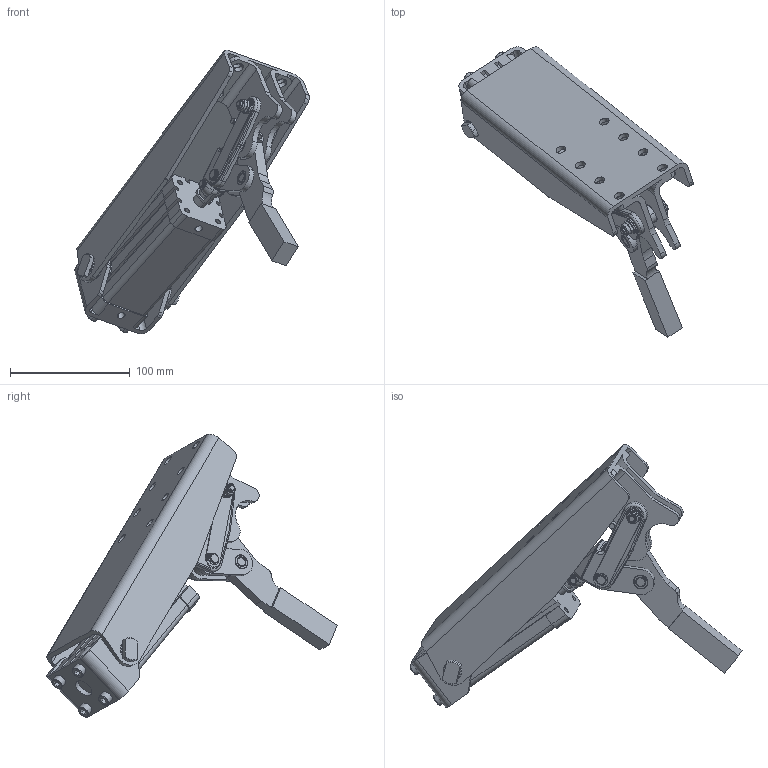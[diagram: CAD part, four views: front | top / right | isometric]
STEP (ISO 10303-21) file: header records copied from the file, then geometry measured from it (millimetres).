
FILE_DESCRIPTION((''),'2;1');
FILE_NAME('763.L-opened.stp','2005-09-28T12:25:18',('CAD'),(''),'Autodesk Inventor 8','Autodesk Inventor 8','');
FILE_SCHEMA(('AUTOMOTIVE_DESIGN { 1 0 10303 214 1 1 1 1 }'));
Length unit declared in the file: millimetre
Products named in the file (1): Part1
Bounding box: 196.03 x 242.76 x 237.1 mm (x, y, z)
Volume: 545740.2 mm3; surface area: 168861.2 mm2
Topology: 1 solids, 44 shells, 2785 faces, 7765 edges, 5046 vertices
Faces by surface type: plane 1570, cylinder 754, bspline 255, cone 176, torus 20, sphere 10
Entity records: 92214 total; most frequent: CARTESIAN_POINT 24309, ORIENTED_EDGE 15480, DIRECTION 13600, EDGE_CURVE 7740, AXIS2_PLACEMENT_3D 5060, VERTEX_POINT 5046, VECTOR 3480, LINE 3480
